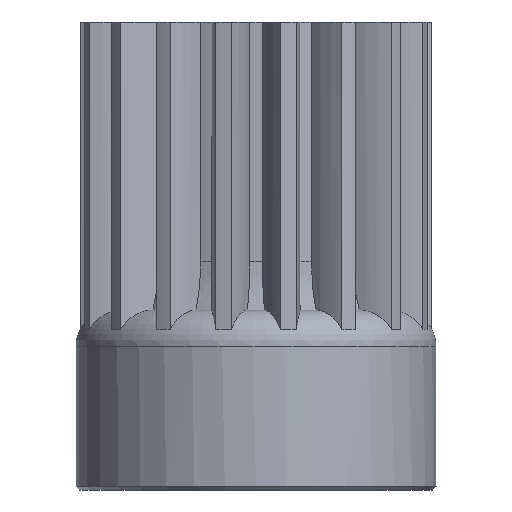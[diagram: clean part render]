
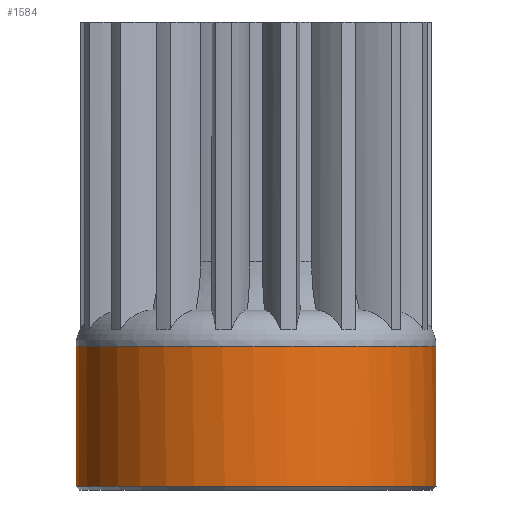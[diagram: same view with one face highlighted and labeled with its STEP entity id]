
A CAD part, front view. The second image highlights one B-rep face of the part: STEP entity #1584.
In plain terms, the highlighted cylindrical face has radius 5 mm (diameter 10 mm), a full revolution.
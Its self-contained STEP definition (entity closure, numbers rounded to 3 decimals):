
#239=CYLINDRICAL_SURFACE('',#1679,5.);
#310=FACE_BOUND('',#409,.T.);
#316=FACE_OUTER_BOUND('',#408,.T.);
#408=EDGE_LOOP('',(#1064));
#409=EDGE_LOOP('',(#1065));
#503=CIRCLE('',#1677,5.);
#505=CIRCLE('',#1680,5.);
#627=VERTEX_POINT('',#2393);
#629=VERTEX_POINT('',#2398);
#802=EDGE_CURVE('',#627,#627,#503,.T.);
#804=EDGE_CURVE('',#629,#629,#505,.T.);
#1064=ORIENTED_EDGE('',*,*,#804,.F.);
#1065=ORIENTED_EDGE('',*,*,#802,.F.);
#1584=ADVANCED_FACE('',(#316,#310),#239,.T.);
#1677=AXIS2_PLACEMENT_3D('',#2394,#1895,#1896);
#1679=AXIS2_PLACEMENT_3D('',#2397,#1899,#1900);
#1680=AXIS2_PLACEMENT_3D('',#2399,#1901,#1902);
#1895=DIRECTION('center_axis',(0.,0.,-1.));
#1896=DIRECTION('ref_axis',(1.,0.,0.));
#1899=DIRECTION('center_axis',(0.,0.,-1.));
#1900=DIRECTION('ref_axis',(1.,0.,0.));
#1901=DIRECTION('center_axis',(0.,0.,1.));
#1902=DIRECTION('ref_axis',(1.,0.,0.));
#2393=CARTESIAN_POINT('',(-5.,0.,-4.9));
#2394=CARTESIAN_POINT('Origin',(0.,0.,-4.9));
#2397=CARTESIAN_POINT('Origin',(0.,0.,0.));
#2398=CARTESIAN_POINT('',(-5.,0.,-1.));
#2399=CARTESIAN_POINT('Origin',(0.,0.,-1.));
